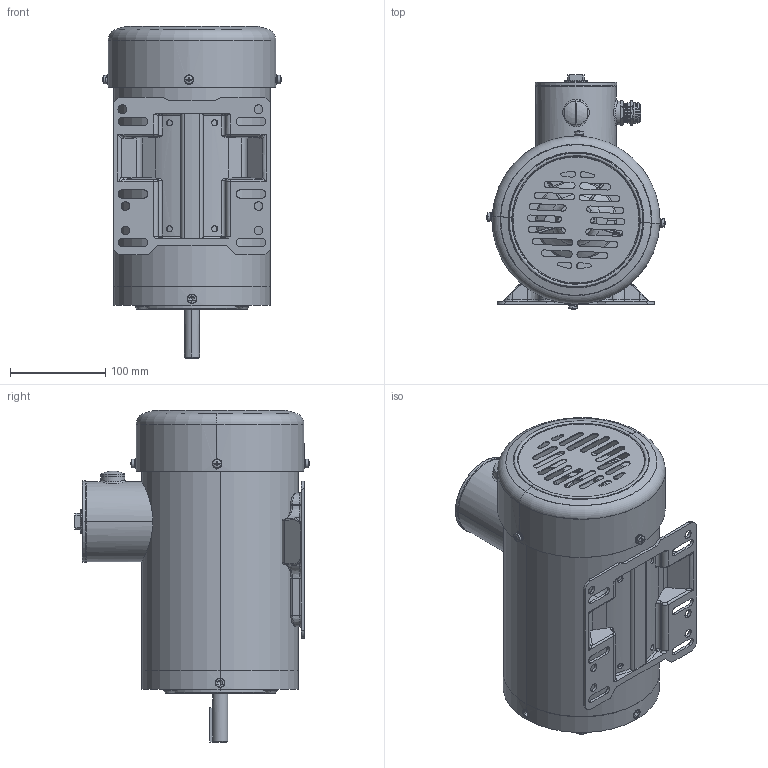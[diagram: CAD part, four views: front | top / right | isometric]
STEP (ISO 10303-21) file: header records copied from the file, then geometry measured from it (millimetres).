
FILE_DESCRIPTION (( 'STEP AP214' ), '1' );
FILE_NAME ('（143TC-1HP-2-RB）（143TC-1HP-4-RB）（145TC-2HP-4-RB）.STEP', '2017-11-14T01:09:58', ( 'user' ), ( '' ), 'SwSTEP 2.0', 'SolidWorks 2013', '' );
FILE_SCHEMA (( 'AUTOMOTIVE_DESIGN' ));
Length unit declared in the file: millimetre
Products named in the file (23): 143TC  祥凄詩綴裔.TEFC. 8WT.013.004b; deep groove ball bearings gb_Rolling bearings 6205 GB 276-94; 翋粣 1hP奻 341﹜183. 140TC TEFC 籵蚚.8WT.200.008; 儂褐 127.165.1.8WT.002.002; 140TC  芠倛祥凄詩碟; 56C，140TC 不锈钢 C 法兰（封闭或风冷型）8WT.013.001; 沓蹋滲蹟簽M20; 儂褲 210.56C﹜145TC 埴极.8WT.001.001; 出线孔塞; 沓蹋滲M22謂12; （143TC-1HP-2-RB）（143TC-1HP-4-RB）（145TC-2HP-4-RB）; 140TC  芠倛祥谽詩碟裔 ; 140TC  芠倛祥谽詩碟釱 ; U倛蚐猾20X40X7; 源瑩4.77x36; M10 不锈钢螺塞; 螺孔塞 ; M5坋趼蹟隊蚾饜极; plain washers--product grade c gb_GB_FASTENER_WASHER_SMWC 5; single coil lock washers light type gb_GB_FASTENER_WASHER_SSWL 5; cross recessed small pan head screws gb_GB_CROSS_SCREWS_TYPE3 M5X16-16-N; 56C，140TC 风罩 8WTN.306.002; 80瑞圮
Assembly tree (32 placements, depth 3):
  （143TC-1HP-2-RB）（143TC-1HP-4-RB）（145TC-2HP-4-RB）
    儂褲 210.56C﹜145TC 埴极.8WT.001.001
    56C，140TC 不锈钢 C 法兰（封闭或风冷型）8WT.013.001
    翋粣 1hP奻 341﹜183. 140TC TEFC 籵蚚.8WT.200.008
    deep groove ball bearings gb_Rolling bearings 6205 GB 276-94  x2
    143TC  祥凄詩綴裔.TEFC. 8WT.013.004b
    80瑞圮
    56C，140TC 风罩 8WTN.306.002
    M5坋趼蹟隊蚾饜极  x4
      cross recessed small pan head screws gb_GB_CROSS_SCREWS_TYPE3 M5X16-16-N
      single coil lock washers light type gb_GB_FASTENER_WASHER_SSWL 5
      plain washers--product grade c gb_GB_FASTENER_WASHER_SMWC 5
    螺孔塞   x4
    M10 不锈钢螺塞  x4
    源瑩4.77x36
    U倛蚐猾20X40X7
    140TC  芠倛祥凄詩碟
      140TC  芠倛祥谽詩碟釱 
      140TC  芠倛祥谽詩碟裔 
      沓蹋滲M22謂12
      出线孔塞
      沓蹋滲蹟簽M20
    儂褐 127.165.1.8WT.002.002
Bounding box: 186.97 x 245.91 x 348.1 mm (x, y, z)
Volume: 996735.2 mm3; surface area: 679785.1 mm2
Topology: 41 solids, 41 shells, 1710 faces, 4796 edges, 3045 vertices
Faces by surface type: cylinder 614, plane 462, torus 248, bspline 152, cone 137, sphere 97
Entity records: 60265 total; most frequent: CARTESIAN_POINT 25006, ORIENTED_EDGE 7292, DIRECTION 6726, EDGE_CURVE 3646, AXIS2_PLACEMENT_3D 2765, VERTEX_POINT 2310, EDGE_LOOP 1554, CIRCLE 1493
